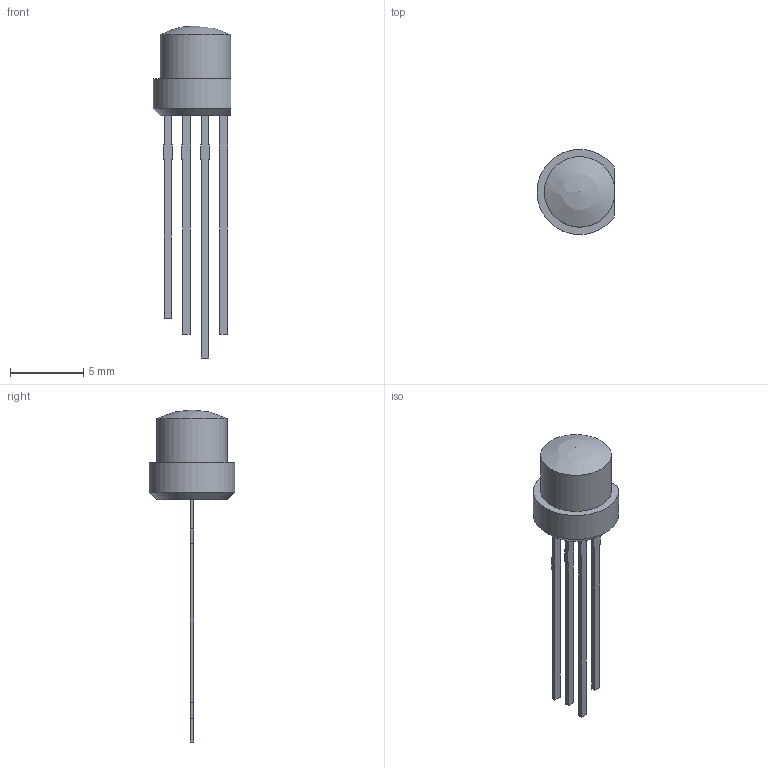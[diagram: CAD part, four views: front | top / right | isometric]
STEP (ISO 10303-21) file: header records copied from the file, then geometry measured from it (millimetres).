
FILE_DESCRIPTION(/* description */ (''),/* implementation_level */ '2;1');
FILE_NAME(/* name */ 'WS2812D-F5.step',/* time_stamp */ '2019-11-13T21:09:58+01:00',/* author */ (''),/* organization */ (''),/* preprocessor_version */ 'ST-DEVELOPER v18',/* originating_system */ 'Autodesk Translation Framework v8.12.0.6',/* authorisation */ '');
FILE_SCHEMA (('AUTOMOTIVE_DESIGN { 1 0 10303 214 3 1 1 }'));
Length unit declared in the file: millimetre
Products named in the file (1): WS2812D-F5
Bounding box: 5.3 x 5.79 x 22.6 mm (x, y, z)
Volume: 129.4 mm3; surface area: 271.4 mm2
Topology: 6 solids, 6 shells, 66 faces, 162 edges, 107 vertices
Faces by surface type: plane 61, cone 2, cylinder 2, sphere 1
Full cylindrical faces by diameter (mm): 4.8 x1
Entity records: 1946 total; most frequent: CARTESIAN_POINT 339, ORIENTED_EDGE 322, DIRECTION 302, EDGE_CURVE 161, LINE 150, VECTOR 150, VERTEX_POINT 107, AXIS2_PLACEMENT_3D 76
